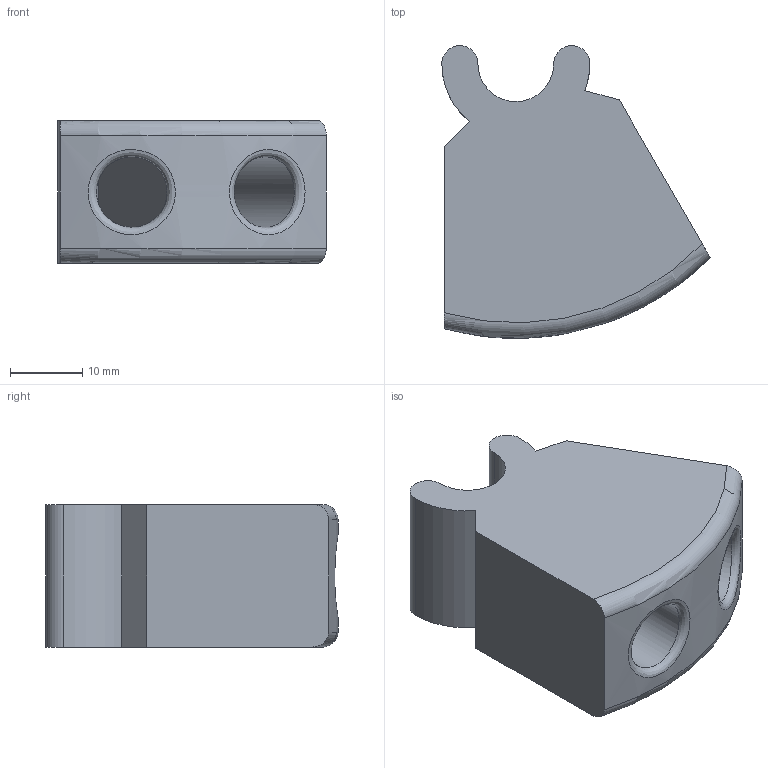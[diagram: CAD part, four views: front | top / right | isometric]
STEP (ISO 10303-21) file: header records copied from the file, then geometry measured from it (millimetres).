
FILE_DESCRIPTION(/* description */ ('Alibre Inc.'),/* implementation_level */ '2;1');
FILE_NAME(/* name */ 'export0',/* time_stamp */ '2012-06-01T13:25:20-04:00',/* author */ (''),/* organization */ (''),/* preprocessor_version */ 'ST-DEVELOPER v14',/* originating_system */ 'Alibre',/* authorisation */ '');
FILE_SCHEMA (('AUTOMOTIVE_DESIGN'));
Length unit declared in the file: centimetre
Bounding box: 37.17 x 40.5 x 19.8 mm (x, y, z)
Volume: 17719.9 mm3; surface area: 6407.9 mm2
Topology: 1 solids, 2 shells, 29 faces, 66 edges, 43 vertices
Faces by surface type: cylinder 14, plane 10, bspline 2, torus 2, cone 1
Full cylindrical faces by diameter (mm): 9.8 x2
Entity records: 1114 total; most frequent: CARTESIAN_POINT 536, ORIENTED_EDGE 120, DIRECTION 96, EDGE_CURVE 60, AXIS2_PLACEMENT_3D 42, VERTEX_POINT 40, EDGE_LOOP 32, FACE_BOUND 32
